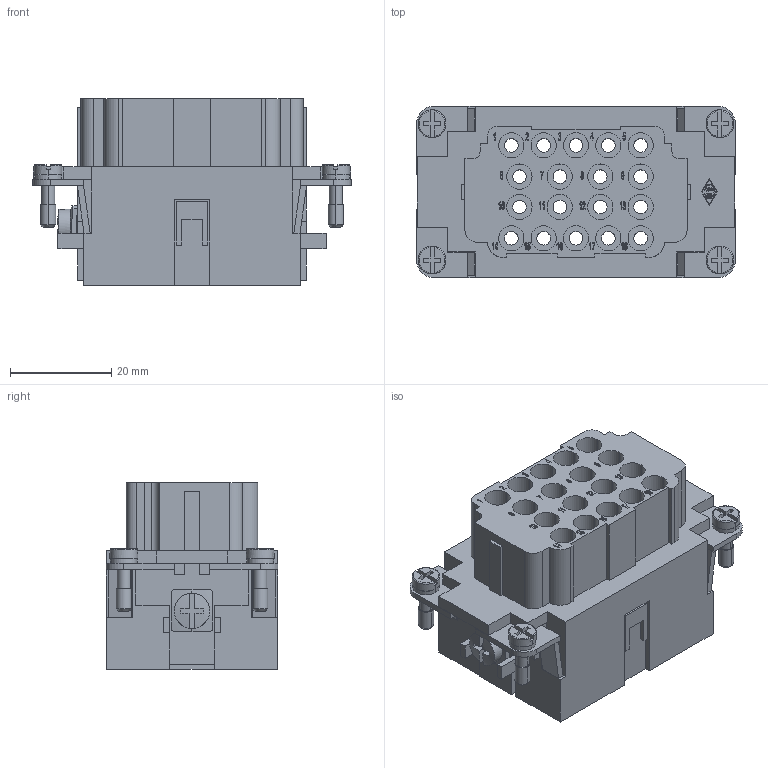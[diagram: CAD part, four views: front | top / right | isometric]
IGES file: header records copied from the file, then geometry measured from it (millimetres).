
Global section: file name: No Iges File Name specified; native system: AutoDesk Inventor R6.1; preprocessor: AutoDesk Inventor Iges Exporter R6.1; author: No Author specified; organization: No Organization specified; date: 20061128.164623; units: millimetre
Bounding box: 63.1 x 34 x 37 mm (x, y, z)
Volume: 39313.4 mm3; surface area: 22561.9 mm2
Topology: 1 solids, 1 shells, 1314 faces, 3504 edges, 2327 vertices
Faces by surface type: bspline 651, plane 566, revolution 45, cylinder 36, torus 8, cone 4, sphere 4
